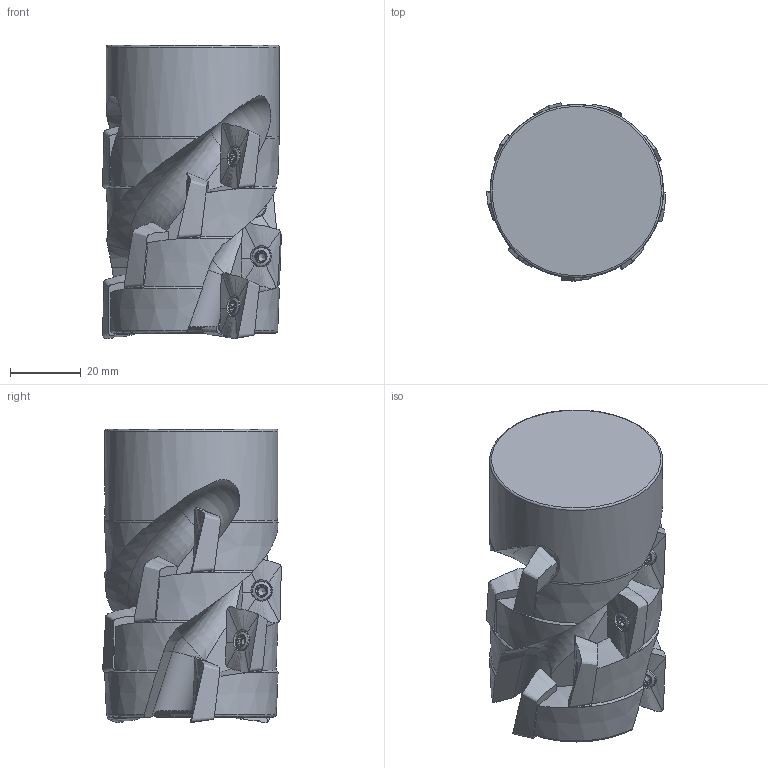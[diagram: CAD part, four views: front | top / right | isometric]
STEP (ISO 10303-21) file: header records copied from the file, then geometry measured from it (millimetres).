
FILE_DESCRIPTION(/* description */ (''),/* implementation_level */ '2;1');
FILE_NAME(/* name */ '1589287608187.stp',/* time_stamp */ '2020-05-12T18:17:26+06:00',/* author */ (''),/* organization */ ('SMS'),/* preprocessor_version */ 'ST-DEVELOPER v16.7',/* originating_system */ 'SIEMENS PLM Software NX 12.0',/* authorisation */ '');
FILE_SCHEMA (('AUTOMOTIVE_DESIGN { 1 0 10303 214 3 1 1 1 }'));
Products named in the file (4): ASSEMBLY_CONSTRUCTION; 202613866mod000_01; 202948393mod000_00; 202950116mod000_00
Assembly tree (14 placements, depth 2):
  202950116mod000_00
    202948393mod000_00
    202613866mod000_01  x12
    ASSEMBLY_CONSTRUCTION
Bounding box: 50.35 x 50.3 x 82.6 mm (x, y, z)
Volume: 114568.2 mm3; surface area: 28222.5 mm2
Topology: 13 solids, 14 shells, 688 faces, 1734 edges, 1115 vertices
Faces by surface type: cylinder 244, cone 156, plane 118, bspline 105, torus 47, sphere 12, revolution 6
Full cylindrical faces by diameter (mm): 3.1 x12, 3.5 x12, 4.15 x12, 5.25 x12, 48.75 x1
Entity records: 40361 total; most frequent: CARTESIAN_POINT 27704, ORIENTED_EDGE 2562, DIRECTION 2500, EDGE_CURVE 1281, AXIS2_PLACEMENT_3D 1145, VERTEX_POINT 847, EDGE_LOOP 684, ADVANCED_FACE 567
